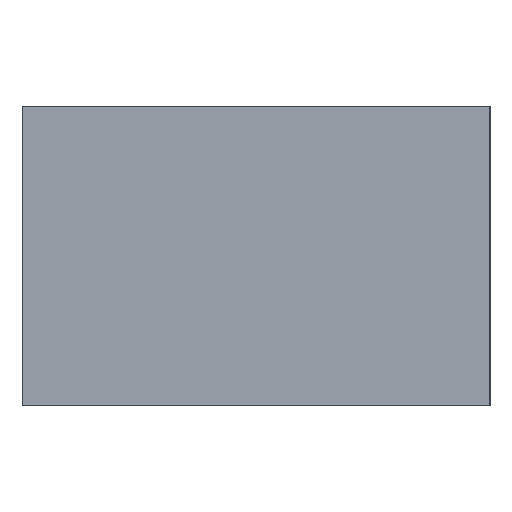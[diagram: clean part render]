
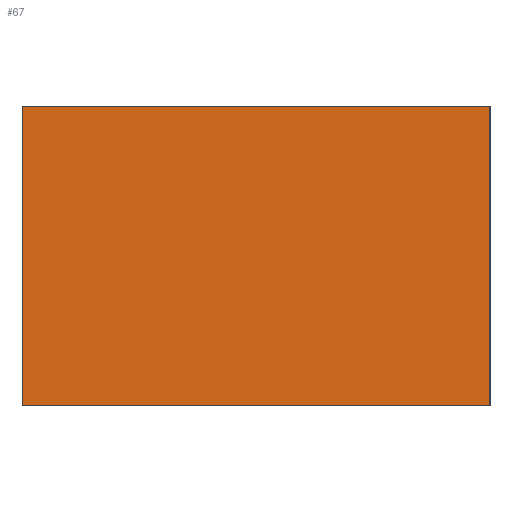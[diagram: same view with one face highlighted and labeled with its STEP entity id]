
A CAD part, left-side view. The second image highlights one B-rep face of the part: STEP entity #67.
In plain terms, the highlighted planar face has unit normal (-1, 0, 0).
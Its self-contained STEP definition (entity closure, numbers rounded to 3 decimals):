
#67=ADVANCED_FACE('',(#147),#148,.F.);
#147=FACE_OUTER_BOUND('',#248,.T.);
#148=PLANE('',#249);
#248=EDGE_LOOP('',(#379,#380,#381,#382));
#249=AXIS2_PLACEMENT_3D('',#383,#384,#385);
#379=ORIENTED_EDGE('',*,*,#646,.T.);
#380=ORIENTED_EDGE('',*,*,#647,.F.);
#381=ORIENTED_EDGE('',*,*,#648,.F.);
#382=ORIENTED_EDGE('',*,*,#642,.T.);
#383=CARTESIAN_POINT('',(-0.5,-0.25,0.32));
#384=DIRECTION('',(1.0,0.0,0.0));
#385=DIRECTION('',(0.0,1.0,0.0));
#642=EDGE_CURVE('',#821,#819,#822,.T.);
#646=EDGE_CURVE('',#819,#827,#828,.T.);
#647=EDGE_CURVE('',#829,#827,#830,.T.);
#648=EDGE_CURVE('',#821,#829,#831,.T.);
#819=VERTEX_POINT('',#1088);
#821=VERTEX_POINT('',#1091);
#822=LINE('',#1092,#1093);
#827=VERTEX_POINT('',#1100);
#828=LINE('',#1101,#1102);
#829=VERTEX_POINT('',#1103);
#830=LINE('',#1104,#1105);
#831=LINE('',#1106,#1107);
#1088=CARTESIAN_POINT('',(-0.5,0.25,0.32));
#1091=CARTESIAN_POINT('',(-0.5,-0.25,0.32));
#1092=CARTESIAN_POINT('',(-0.5,-0.25,0.32));
#1093=VECTOR('',#1320,1.0);
#1100=CARTESIAN_POINT('',(-0.5,0.25,0.));
#1101=CARTESIAN_POINT('',(-0.5,0.25,0.32));
#1102=VECTOR('',#1323,1.0);
#1103=CARTESIAN_POINT('',(-0.5,-0.25,0.));
#1104=CARTESIAN_POINT('',(-0.5,-0.25,0.));
#1105=VECTOR('',#1324,1.0);
#1106=CARTESIAN_POINT('',(-0.5,-0.25,0.32));
#1107=VECTOR('',#1325,1.0);
#1320=DIRECTION('',(0.0,1000.0,0.0));
#1323=DIRECTION('',(0.0,0.0,-1000.0));
#1324=DIRECTION('',(0.0,1000.0,0.0));
#1325=DIRECTION('',(0.0,0.0,-1000.0));
